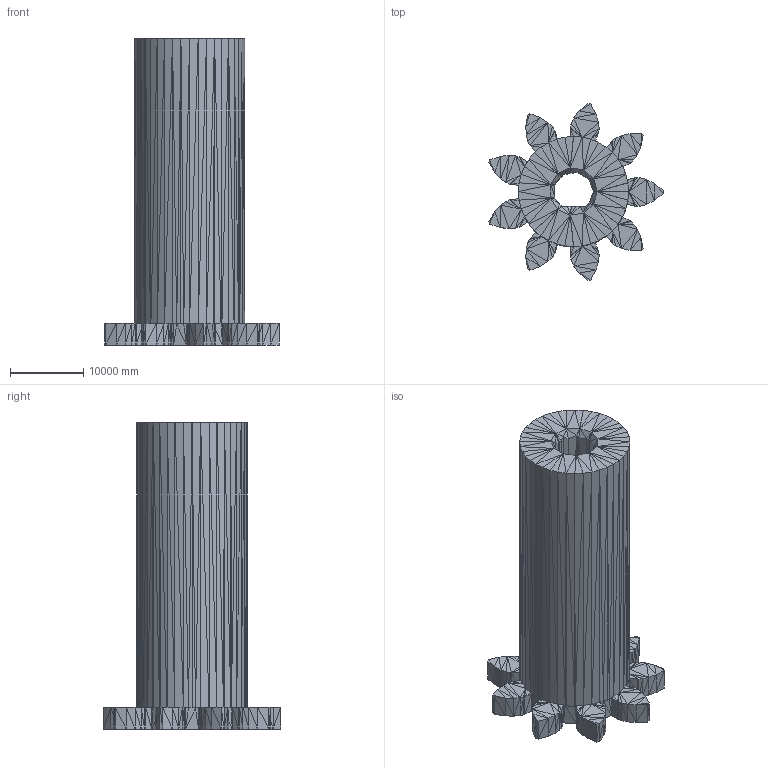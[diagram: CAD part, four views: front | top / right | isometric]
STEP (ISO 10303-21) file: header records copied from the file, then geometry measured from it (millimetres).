
FILE_DESCRIPTION(('Open CASCADE Model'),'2;1');
FILE_NAME('Open CASCADE Shape Model','2017-03-31T20:53:53',('Author'),( 'Open CASCADE'),'Open CASCADE STEP processor 7.0','Open CASCADE 7.0' ,'Unknown');
FILE_SCHEMA(('AUTOMOTIVE_DESIGN { 1 0 10303 214 1 1 1 1 }'));
Length unit declared in the file: metre
Products named in the file (1): Open CASCADE STEP translator 7.0 7
Bounding box: 23770.2 x 24136.8 x 41712.5 mm (x, y, z)
Surface area: 3407981130.4 mm2 (no closed solid volume)
Topology: 0 solids, 1 shells, 948 faces, 1422 edges, 474 vertices
Faces by surface type: plane 948
Entity records: 35568 total; most frequent: CARTESIAN_POINT 7111, DIRECTION 4742, ORIENTED_EDGE 2844, LINE 2844, VECTOR 2844, PCURVE 2844, DEFINITIONAL_REPRESENTATION 2844, EDGE_CURVE 1422
